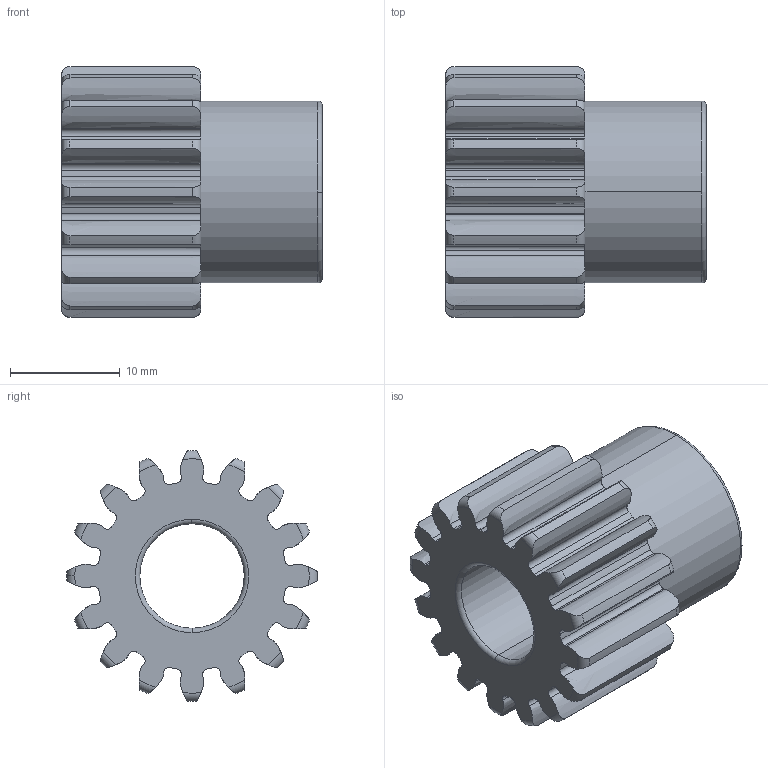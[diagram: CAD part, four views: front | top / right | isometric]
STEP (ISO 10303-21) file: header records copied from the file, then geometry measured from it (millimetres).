
FILE_DESCRIPTION((''),'2;1');
FILE_NAME('YA16','2019-03-21T',('SYSTEM'),(''),'PRO/ENGINEER BY PARAMETRIC TECHNOLOGY CORPORATION, 2016360','PRO/ENGINEER BY PARAMETRIC TECHNOLOGY CORPORATION, 2016360','');
FILE_SCHEMA(('AUTOMOTIVE_DESIGN { 1 0 10303 214 1 1 1 1 }'));
Length unit declared in the file: inch
Products named in the file (1): YA16
Bounding box: 23.76 x 22.86 x 22.86 mm (x, y, z)
Volume: 4675.8 mm3; surface area: 3378 mm2
Topology: 1 solids, 1 shells, 152 faces, 471 edges, 322 vertices
Faces by surface type: cylinder 77, torus 40, extrusion 32, plane 3
Entity records: 6872 total; most frequent: CARTESIAN_POINT 2665, ORIENTED_EDGE 942, DIRECTION 803, EDGE_CURVE 471, AXIS2_PLACEMENT_3D 330, VERTEX_POINT 322, CIRCLE 210, B_SPLINE_CURVE_WITH_KNOTS 182
